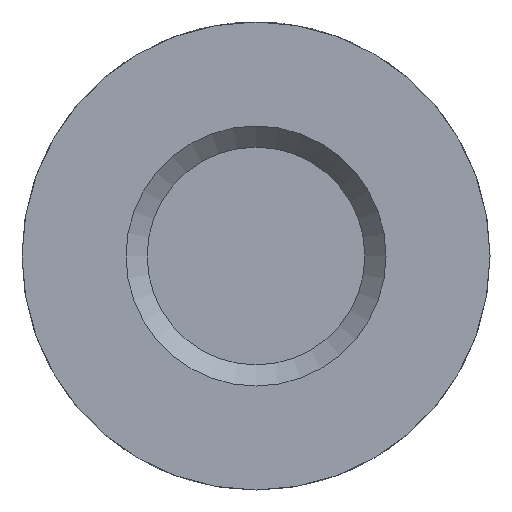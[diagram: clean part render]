
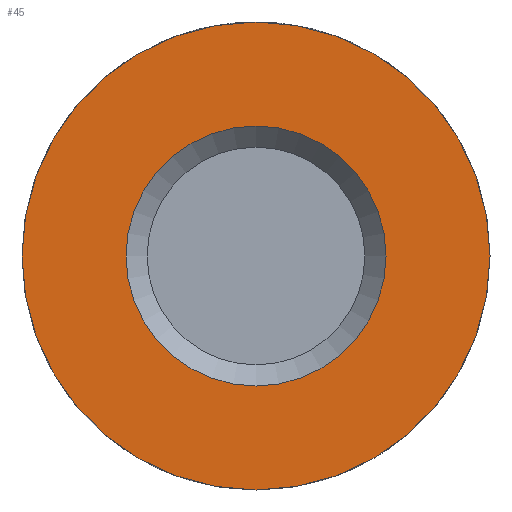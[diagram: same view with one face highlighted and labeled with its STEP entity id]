
A CAD part, front view. The second image highlights one B-rep face of the part: STEP entity #45.
In plain terms, the highlighted planar face has unit normal (0, -1, 0).
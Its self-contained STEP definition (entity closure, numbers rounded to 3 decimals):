
#45 = ADVANCED_FACE( '', ( #94, #95 ), #96, .F. );
#94 = FACE_BOUND( '', #150, .T. );
#95 = FACE_OUTER_BOUND( '', #151, .T. );
#96 = PLANE( '', #152 );
#150 = EDGE_LOOP( '', ( #215 ) );
#151 = EDGE_LOOP( '', ( #216 ) );
#152 = AXIS2_PLACEMENT_3D( '', #217, #218, #219 );
#215 = ORIENTED_EDGE( '', *, *, #295, .F. );
#216 = ORIENTED_EDGE( '', *, *, #296, .T. );
#217 = CARTESIAN_POINT( '', ( 9., 0., 0. ) );
#218 = DIRECTION( '', ( 0., 1., 0. ) );
#219 = DIRECTION( '', ( 0., 0., 1. ) );
#295 = EDGE_CURVE( '', #340, #340, #341, .T. );
#296 = EDGE_CURVE( '', #342, #342, #343, .T. );
#340 = VERTEX_POINT( '', #395 );
#341 = CIRCLE( '', #396, 5. );
#342 = VERTEX_POINT( '', #397 );
#343 = CIRCLE( '', #398, 9. );
#395 = CARTESIAN_POINT( '', ( 0., 0., -5. ) );
#396 = AXIS2_PLACEMENT_3D( '', #440, #441, #442 );
#397 = CARTESIAN_POINT( '', ( 0., 0., -9. ) );
#398 = AXIS2_PLACEMENT_3D( '', #443, #444, #445 );
#440 = CARTESIAN_POINT( '', ( 0., 0., 0. ) );
#441 = DIRECTION( '', ( 0., -1., 0. ) );
#442 = DIRECTION( '', ( 0., 0., -1. ) );
#443 = CARTESIAN_POINT( '', ( 0., 0., 0. ) );
#444 = DIRECTION( '', ( 0., -1., 0. ) );
#445 = DIRECTION( '', ( 0., 0., -1. ) );
